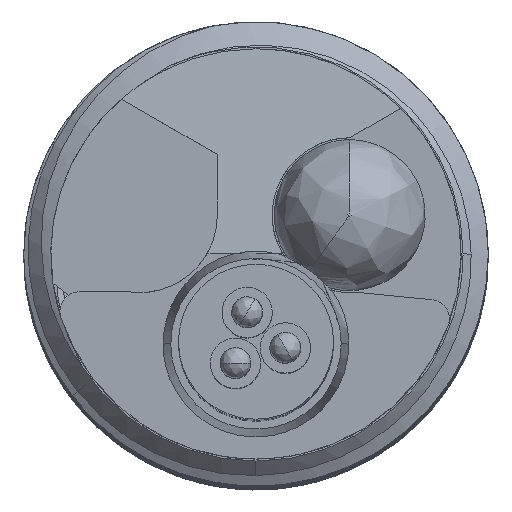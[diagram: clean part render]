
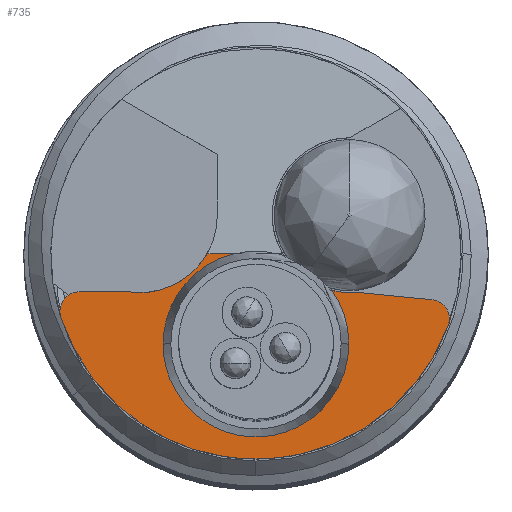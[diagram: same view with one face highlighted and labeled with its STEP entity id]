
A CAD part, top view. The second image highlights one B-rep face of the part: STEP entity #735.
In plain terms, the highlighted free-form (B-spline) face has degree [1, 1] with [2, 2] control points.
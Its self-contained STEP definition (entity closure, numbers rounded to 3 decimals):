
#127=CARTESIAN_POINT('',(-1.268,0.,58.77));
#128=VERTEX_POINT('',#127);
#136=CARTESIAN_POINT('',(-0.575,0.,58.77));
#137=VERTEX_POINT('',#136);
#138=CARTESIAN_POINT('',(-1.268,0.,58.77));
#139=CARTESIAN_POINT('',(-0.575,0.,58.77));
#140=B_SPLINE_CURVE_WITH_KNOTS('',1,(#138,#139),.POLYLINE_FORM.,.F.,.U.,(2,2),(0.,1.),.UNSPECIFIED.);
#141=EDGE_CURVE('',#128,#137,#140,.T.);
#181=CARTESIAN_POINT('',(1.961,-0.947,58.77));
#182=VERTEX_POINT('',#181);
#233=CARTESIAN_POINT('',(-2.4,-2.33,58.77));
#234=VERTEX_POINT('',#233);
#235=CARTESIAN_POINT('',(-0.575,0.,58.77));
#236=CARTESIAN_POINT('',(-2.4,-0.451,58.77));
#237=CARTESIAN_POINT('',(-2.4,-2.33,58.77));
#238=(BOUNDED_CURVE()B_SPLINE_CURVE(2,(#235,#236,#237),.CIRCULAR_ARC.,.F.,.U.)B_SPLINE_CURVE_WITH_KNOTS((3,3),(0.,1.),.UNSPECIFIED.)CURVE()GEOMETRIC_REPRESENTATION_ITEM()RATIONAL_B_SPLINE_CURVE((1.,0.787,1.))REPRESENTATION_ITEM(''));
#239=EDGE_CURVE('',#137,#234,#238,.T.);
#258=CARTESIAN_POINT('',(2.4,-2.33,58.77));
#259=VERTEX_POINT('',#258);
#265=CARTESIAN_POINT('',(2.4,-2.33,58.77));
#266=CARTESIAN_POINT('',(2.4,-1.569,58.77));
#267=CARTESIAN_POINT('',(1.961,-0.947,58.77));
#268=(BOUNDED_CURVE()B_SPLINE_CURVE(2,(#265,#266,#267),.CIRCULAR_ARC.,.F.,.U.)B_SPLINE_CURVE_WITH_KNOTS((3,3),(0.,1.),.UNSPECIFIED.)CURVE()GEOMETRIC_REPRESENTATION_ITEM()RATIONAL_B_SPLINE_CURVE((1.,0.953,1.))REPRESENTATION_ITEM(''));
#269=EDGE_CURVE('',#259,#182,#268,.T.);
#593=CARTESIAN_POINT('',(4.964,-1.856,58.77));
#594=VERTEX_POINT('',#593);
#595=CARTESIAN_POINT('',(0.,-5.3,58.77));
#596=VERTEX_POINT('',#595);
#597=CARTESIAN_POINT('',(4.964,-1.856,58.77));
#598=CARTESIAN_POINT('',(3.677,-5.3,58.77));
#599=CARTESIAN_POINT('',(0.,-5.3,58.77));
#600=(BOUNDED_CURVE()B_SPLINE_CURVE(2,(#597,#598,#599),.CIRCULAR_ARC.,.F.,.U.)B_SPLINE_CURVE_WITH_KNOTS((3,3),(0.,1.),.UNSPECIFIED.)CURVE()GEOMETRIC_REPRESENTATION_ITEM()RATIONAL_B_SPLINE_CURVE((1.,0.822,1.))REPRESENTATION_ITEM(''));
#601=EDGE_CURVE('',#594,#596,#600,.T.);
#653=CARTESIAN_POINT('',(4.545,-1.184,58.77));
#654=VERTEX_POINT('',#653);
#660=CARTESIAN_POINT('',(4.545,-1.184,58.77));
#661=CARTESIAN_POINT('',(4.79,-1.208,58.77));
#662=CARTESIAN_POINT('',(4.92,-1.417,58.77));
#663=CARTESIAN_POINT('',(5.05,-1.626,58.77));
#664=CARTESIAN_POINT('',(4.964,-1.856,58.77));
#665=(BOUNDED_CURVE()B_SPLINE_CURVE(2,(#660,#661,#662,#663,#664),.CIRCULAR_ARC.,.F.,.U.)B_SPLINE_CURVE_WITH_KNOTS((3,2,3),(0.,0.5,1.),.UNSPECIFIED.)CURVE()GEOMETRIC_REPRESENTATION_ITEM()RATIONAL_B_SPLINE_CURVE((1.,0.897,1.,0.897,1.))REPRESENTATION_ITEM(''));
#666=EDGE_CURVE('',#654,#594,#665,.T.);
#671=CARTESIAN_POINT('',(-14.119,14.119,58.77));
#672=CARTESIAN_POINT('',(14.119,14.119,58.77));
#673=CARTESIAN_POINT('',(-14.119,-14.119,58.77));
#674=CARTESIAN_POINT('',(14.119,-14.119,58.77));
#675=B_SPLINE_SURFACE_WITH_KNOTS('',1,1,((#671,#672),(#673,#674)),.PLANE_SURF.,.F.,.F.,.U.,(2,2),(2,2),(0.,1.),(0.,1.),.UNSPECIFIED.);
#676=ORIENTED_EDGE('',*,*,#239,.F.);
#677=ORIENTED_EDGE('',*,*,#141,.F.);
#678=CARTESIAN_POINT('',(-3.289,-0.979,58.77));
#679=VERTEX_POINT('',#678);
#680=CARTESIAN_POINT('',(-1.268,0.,58.77));
#681=CARTESIAN_POINT('',(-1.947,-1.175,58.77));
#682=CARTESIAN_POINT('',(-3.289,-0.979,58.77));
#683=(BOUNDED_CURVE()B_SPLINE_CURVE(2,(#680,#681,#682),.CIRCULAR_ARC.,.F.,.U.)B_SPLINE_CURVE_WITH_KNOTS((3,3),(0.,1.),.UNSPECIFIED.)CURVE()GEOMETRIC_REPRESENTATION_ITEM()RATIONAL_B_SPLINE_CURVE((1.,0.827,1.))REPRESENTATION_ITEM(''));
#684=EDGE_CURVE('',#128,#679,#683,.T.);
#685=ORIENTED_EDGE('',*,*,#684,.T.);
#686=CARTESIAN_POINT('',(-4.566,-0.979,58.77));
#687=VERTEX_POINT('',#686);
#688=CARTESIAN_POINT('',(-3.289,-0.979,58.77));
#689=CARTESIAN_POINT('',(-4.566,-0.979,58.77));
#690=B_SPLINE_CURVE_WITH_KNOTS('',1,(#688,#689),.POLYLINE_FORM.,.F.,.U.,(2,2),(0.,1.),.UNSPECIFIED.);
#691=EDGE_CURVE('',#679,#687,#690,.T.);
#692=ORIENTED_EDGE('',*,*,#691,.T.);
#693=CARTESIAN_POINT('',(-5.042,-1.633,58.77));
#694=VERTEX_POINT('',#693);
#695=CARTESIAN_POINT('',(-4.566,-0.979,58.77));
#696=CARTESIAN_POINT('',(-4.821,-0.979,58.77));
#697=CARTESIAN_POINT('',(-4.971,-1.185,58.77));
#698=CARTESIAN_POINT('',(-5.121,-1.391,58.77));
#699=CARTESIAN_POINT('',(-5.042,-1.633,58.77));
#700=(BOUNDED_CURVE()B_SPLINE_CURVE(2,(#695,#696,#697,#698,#699),.CIRCULAR_ARC.,.F.,.U.)B_SPLINE_CURVE_WITH_KNOTS((3,2,3),(0.,0.5,1.),.UNSPECIFIED.)CURVE()GEOMETRIC_REPRESENTATION_ITEM()RATIONAL_B_SPLINE_CURVE((1.,0.891,1.,0.891,1.))REPRESENTATION_ITEM(''));
#701=EDGE_CURVE('',#687,#694,#700,.T.);
#702=ORIENTED_EDGE('',*,*,#701,.T.);
#703=CARTESIAN_POINT('',(-5.042,-1.633,58.77));
#704=CARTESIAN_POINT('',(-3.855,-5.3,58.77));
#705=CARTESIAN_POINT('',(0.,-5.3,58.77));
#706=(BOUNDED_CURVE()B_SPLINE_CURVE(2,(#703,#704,#705),.CIRCULAR_ARC.,.F.,.U.)B_SPLINE_CURVE_WITH_KNOTS((3,3),(0.,1.),.UNSPECIFIED.)CURVE()GEOMETRIC_REPRESENTATION_ITEM()RATIONAL_B_SPLINE_CURVE((1.,0.809,1.))REPRESENTATION_ITEM(''));
#707=EDGE_CURVE('',#694,#596,#706,.T.);
#708=ORIENTED_EDGE('',*,*,#707,.T.);
#709=ORIENTED_EDGE('',*,*,#601,.F.);
#710=ORIENTED_EDGE('',*,*,#666,.F.);
#711=CARTESIAN_POINT('',(2.607,-0.991,58.77));
#712=VERTEX_POINT('',#711);
#713=CARTESIAN_POINT('',(4.545,-1.184,58.77));
#714=CARTESIAN_POINT('',(2.607,-0.991,58.77));
#715=B_SPLINE_CURVE_WITH_KNOTS('',1,(#713,#714),.POLYLINE_FORM.,.F.,.U.,(2,2),(0.,1.),.UNSPECIFIED.);
#716=EDGE_CURVE('',#654,#712,#715,.T.);
#717=ORIENTED_EDGE('',*,*,#716,.T.);
#718=CARTESIAN_POINT('',(2.607,-0.991,58.77));
#719=CARTESIAN_POINT('',(2.28,-1.022,58.77));
#720=CARTESIAN_POINT('',(1.961,-0.947,58.77));
#721=(BOUNDED_CURVE()B_SPLINE_CURVE(2,(#718,#719,#720),.CIRCULAR_ARC.,.F.,.U.)B_SPLINE_CURVE_WITH_KNOTS((3,3),(0.,1.),.UNSPECIFIED.)CURVE()GEOMETRIC_REPRESENTATION_ITEM()RATIONAL_B_SPLINE_CURVE((1.,0.987,1.))REPRESENTATION_ITEM(''));
#722=EDGE_CURVE('',#712,#182,#721,.T.);
#723=ORIENTED_EDGE('',*,*,#722,.T.);
#724=ORIENTED_EDGE('',*,*,#269,.F.);
#725=CARTESIAN_POINT('',(2.4,-2.33,58.77));
#726=CARTESIAN_POINT('',(2.4,-4.73,58.77));
#727=CARTESIAN_POINT('',(0.,-4.73,58.77));
#728=CARTESIAN_POINT('',(-2.4,-4.73,58.77));
#729=CARTESIAN_POINT('',(-2.4,-2.33,58.77));
#730=(BOUNDED_CURVE()B_SPLINE_CURVE(2,(#725,#726,#727,#728,#729),.CIRCULAR_ARC.,.F.,.U.)B_SPLINE_CURVE_WITH_KNOTS((3,2,3),(0.,0.5,1.),.UNSPECIFIED.)CURVE()GEOMETRIC_REPRESENTATION_ITEM()RATIONAL_B_SPLINE_CURVE((1.,0.707,1.,0.707,1.))REPRESENTATION_ITEM(''));
#731=EDGE_CURVE('',#259,#234,#730,.T.);
#732=ORIENTED_EDGE('',*,*,#731,.T.);
#733=EDGE_LOOP('',(#676,#677,#685,#692,#702,#708,#709,#710,#717,#723,#724,#732));
#734=FACE_OUTER_BOUND('',#733,.T.);
#735=ADVANCED_FACE('',(#734),#675,.T.);
